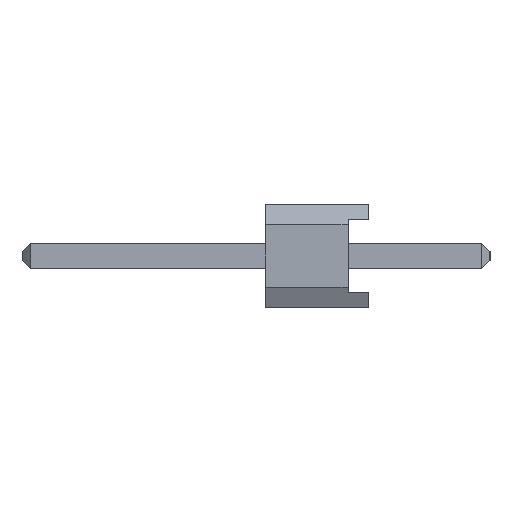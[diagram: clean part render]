
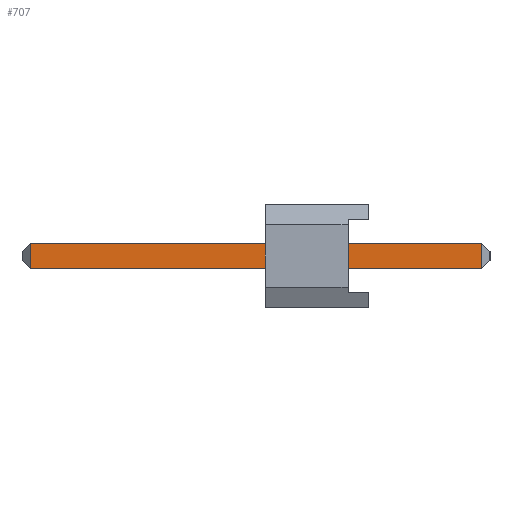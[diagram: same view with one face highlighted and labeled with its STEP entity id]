
A CAD part, left-side view. The second image highlights one B-rep face of the part: STEP entity #707.
In plain terms, the highlighted face is planar.
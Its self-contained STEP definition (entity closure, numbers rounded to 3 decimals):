
#181=FACE_OUTER_BOUND('',#215,.T.);
#215=EDGE_LOOP('',(#619,#620,#621,#622));
#272=LINE('',#1168,#348);
#289=LINE('',#1203,#365);
#290=LINE('',#1205,#366);
#291=LINE('',#1206,#367);
#348=VECTOR('',#941,1000.);
#365=VECTOR('',#970,1000.);
#366=VECTOR('',#971,1000.);
#367=VECTOR('',#972,1000.);
#408=VERTEX_POINT('',#1165);
#409=VERTEX_POINT('',#1167);
#421=VERTEX_POINT('',#1202);
#422=VERTEX_POINT('',#1204);
#472=EDGE_CURVE('',#409,#408,#272,.T.);
#489=EDGE_CURVE('',#409,#421,#289,.T.);
#490=EDGE_CURVE('',#408,#422,#290,.T.);
#491=EDGE_CURVE('',#422,#421,#291,.T.);
#619=ORIENTED_EDGE('',*,*,#489,.F.);
#620=ORIENTED_EDGE('',*,*,#472,.T.);
#621=ORIENTED_EDGE('',*,*,#490,.T.);
#622=ORIENTED_EDGE('',*,*,#491,.T.);
#675=PLANE('',#806);
#707=ADVANCED_FACE('',(#181),#675,.F.);
#806=AXIS2_PLACEMENT_3D('',#1201,#968,#969);
#941=DIRECTION('',(0.,1.,0.));
#968=DIRECTION('center_axis',(-1.,0.,0.));
#969=DIRECTION('ref_axis',(0.,0.,1.));
#970=DIRECTION('',(0.,0.,1.));
#971=DIRECTION('',(0.,0.,1.));
#972=DIRECTION('',(0.,-1.,0.));
#1165=CARTESIAN_POINT('',(0.32,0.32,-5.57));
#1167=CARTESIAN_POINT('',(0.32,-0.32,-5.57));
#1168=CARTESIAN_POINT('',(0.32,-0.32,-5.57));
#1201=CARTESIAN_POINT('Origin',(0.32,-0.32,-5.77));
#1202=CARTESIAN_POINT('',(0.32,-0.32,5.57));
#1203=CARTESIAN_POINT('',(0.32,-0.32,-5.77));
#1204=CARTESIAN_POINT('',(0.32,0.32,5.57));
#1205=CARTESIAN_POINT('',(0.32,0.32,-5.77));
#1206=CARTESIAN_POINT('',(0.32,-0.32,5.57));
